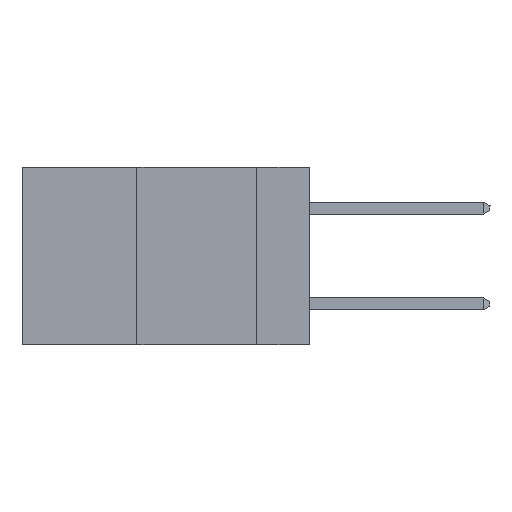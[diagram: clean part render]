
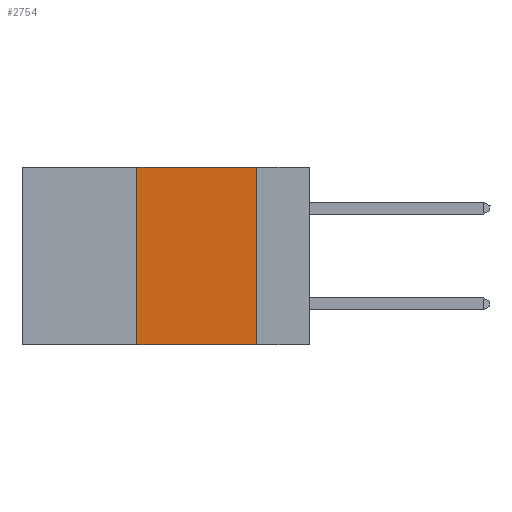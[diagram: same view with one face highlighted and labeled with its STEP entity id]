
A CAD part, left-side view. The second image highlights one B-rep face of the part: STEP entity #2754.
In plain terms, the highlighted planar face has unit normal (-1, 0, 0).
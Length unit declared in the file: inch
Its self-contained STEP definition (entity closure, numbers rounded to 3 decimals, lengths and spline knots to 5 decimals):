
#700 = LINE ( 'NONE', #9522, #6423 ) ;
#1148 = LINE ( 'NONE', #10086, #3850 ) ;
#1298 = DIRECTION ( 'NONE',  ( 1., 0., 0. ) ) ;
#1312 = CARTESIAN_POINT ( 'NONE',  ( 0., 0.11, -0.37 ) ) ;
#1313 = PLANE ( 'NONE',  #1533 ) ;
#1472 = EDGE_CURVE ( 'NONE', #12664, #9707, #12995, .T. ) ;
#1533 = AXIS2_PLACEMENT_3D ( 'NONE', #13867, #1298, #3532 ) ;
#1731 = DIRECTION ( 'NONE',  ( 0., -1., 0. ) ) ;
#1941 = FACE_OUTER_BOUND ( 'NONE', #10343, .T. ) ;
#2172 = EDGE_CURVE ( 'NONE', #13467, #12664, #700, .T. ) ;
#2754 = ADVANCED_FACE ( 'NONE', ( #1941 ), #1313, .F. ) ;
#2771 = ORIENTED_EDGE ( 'NONE', *, *, #5766, .F. ) ;
#3177 = CARTESIAN_POINT ( 'NONE',  ( 0., 0.36, 0. ) ) ;
#3396 = CARTESIAN_POINT ( 'NONE',  ( 0., 0.36, -0.37 ) ) ;
#3532 = DIRECTION ( 'NONE',  ( 0., 0., -1. ) ) ;
#3850 = VECTOR ( 'NONE', #11155, 39.37008 ) ;
#3957 = VECTOR ( 'NONE', #1731, 39.37008 ) ;
#4226 = LINE ( 'NONE', #6912, #9781 ) ;
#5766 = EDGE_CURVE ( 'NONE', #9707, #10906, #1148, .T. ) ;
#6097 = CARTESIAN_POINT ( 'NONE',  ( 0., 0.11, 0. ) ) ;
#6423 = VECTOR ( 'NONE', #9673, 39.37008 ) ;
#6760 = CARTESIAN_POINT ( 'NONE',  ( 0., 0.6, 0. ) ) ;
#6912 = CARTESIAN_POINT ( 'NONE',  ( 0., 0.6, -0.37 ) ) ;
#9522 = CARTESIAN_POINT ( 'NONE',  ( 0., 0.36, 0. ) ) ;
#9673 = DIRECTION ( 'NONE',  ( 0., 0., 1. ) ) ;
#9707 = VERTEX_POINT ( 'NONE', #6097 ) ;
#9781 = VECTOR ( 'NONE', #10206, 39.37008 ) ;
#10086 = CARTESIAN_POINT ( 'NONE',  ( 0., 0.11, 0. ) ) ;
#10204 = EDGE_CURVE ( 'NONE', #13467, #10906, #4226, .T. ) ;
#10206 = DIRECTION ( 'NONE',  ( 0., -1., 0. ) ) ;
#10343 = EDGE_LOOP ( 'NONE', ( #2771, #12999, #11061, #12352 ) ) ;
#10906 = VERTEX_POINT ( 'NONE', #1312 ) ;
#11061 = ORIENTED_EDGE ( 'NONE', *, *, #2172, .F. ) ;
#11155 = DIRECTION ( 'NONE',  ( 0., 0., -1. ) ) ;
#12352 = ORIENTED_EDGE ( 'NONE', *, *, #10204, .T. ) ;
#12664 = VERTEX_POINT ( 'NONE', #3177 ) ;
#12995 = LINE ( 'NONE', #6760, #3957 ) ;
#12999 = ORIENTED_EDGE ( 'NONE', *, *, #1472, .F. ) ;
#13467 = VERTEX_POINT ( 'NONE', #3396 ) ;
#13867 = CARTESIAN_POINT ( 'NONE',  ( 0., 0.6, 0. ) ) ;
